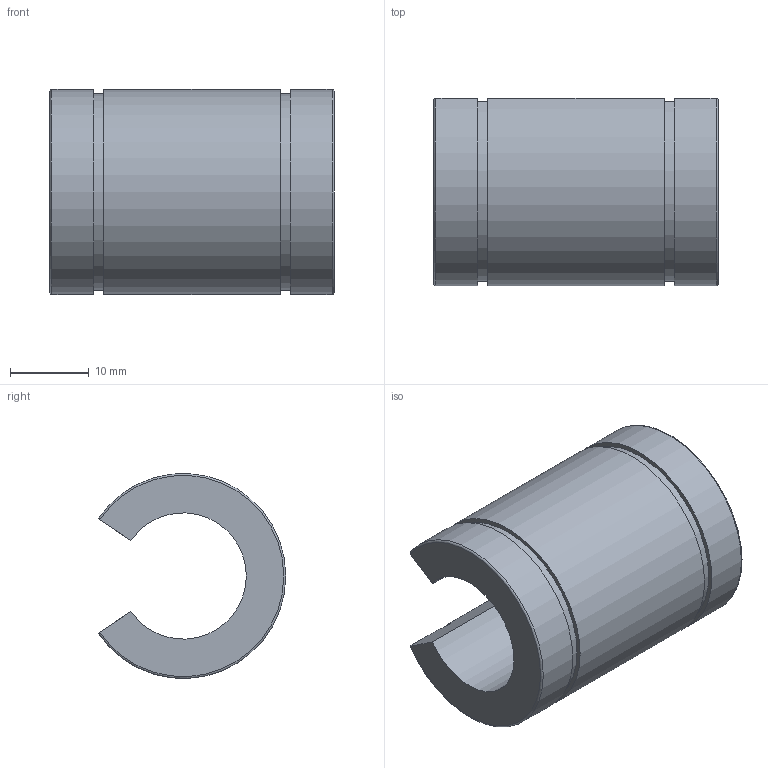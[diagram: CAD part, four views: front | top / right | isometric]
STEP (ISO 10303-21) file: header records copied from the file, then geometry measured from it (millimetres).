
FILE_DESCRIPTION(/* description */ ('Super Linearlager mit Ausschnitt beidseitig abgedichtet'),/* implementation_level */ '2;1');
FILE_NAME(/* name */ '101807-0.step',/* time_stamp */ '2021-09-03T12:58:21+02:00',/* author */ ('Praktikum'),/* organization */ (''),/* preprocessor_version */ 'ST-DEVELOPER v18.1',/* originating_system */ 'Autodesk Inventor 2021',/* authorisation */ '');
FILE_SCHEMA (('AUTOMOTIVE_DESIGN { 1 0 10303 214 3 1 1 }'));
Length unit declared in the file: millimetre
Products named in the file (1): leer
Bounding box: 36 x 23.76 x 25.98 mm (x, y, z)
Volume: 9526.2 mm3; surface area: 4860.8 mm2
Topology: 1 solids, 1 shells, 16 faces, 42 edges, 28 vertices
Faces by surface type: plane 8, cylinder 6, torus 2
Entity records: 569 total; most frequent: CARTESIAN_POINT 123, DIRECTION 86, ORIENTED_EDGE 84, EDGE_CURVE 42, AXIS2_PLACEMENT_3D 31, VERTEX_POINT 28, LINE 24, VECTOR 24
